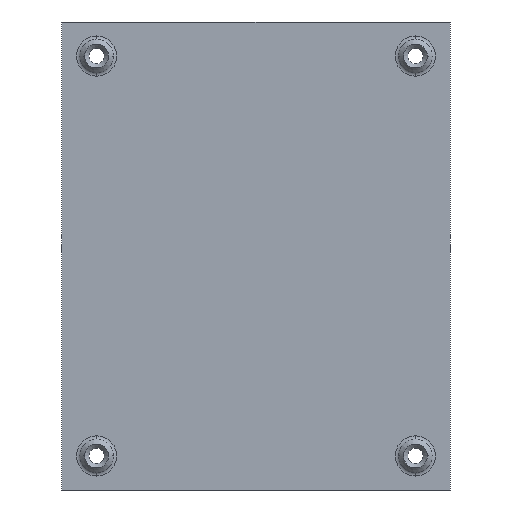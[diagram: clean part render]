
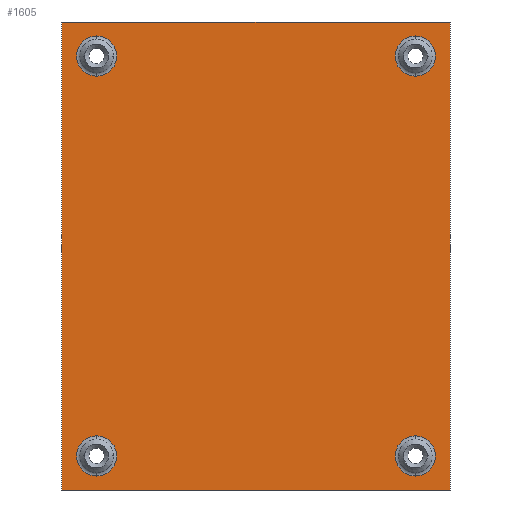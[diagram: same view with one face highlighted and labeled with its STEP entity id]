
A CAD part, front view. The second image highlights one B-rep face of the part: STEP entity #1605.
In plain terms, the highlighted planar face has unit normal (0, -1, 0).
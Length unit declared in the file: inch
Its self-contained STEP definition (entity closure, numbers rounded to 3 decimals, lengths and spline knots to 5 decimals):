
#6 = ORIENTED_EDGE ( 'NONE', *, *, #1355, .F. ) ;
#9 = CARTESIAN_POINT ( 'NONE',  ( 1.1, 0., -1.38 ) ) ;
#21 = CARTESIAN_POINT ( 'NONE',  ( 1.1, 0., 1.38 ) ) ;
#54 = AXIS2_PLACEMENT_3D ( 'NONE', #9, #653, #640 ) ;
#63 = DIRECTION ( 'NONE',  ( 0., 0., -1. ) ) ;
#75 = CARTESIAN_POINT ( 'NONE',  ( -1.1, 0., -1.38 ) ) ;
#100 = EDGE_CURVE ( 'NONE', #732, #1378, #460, .T. ) ;
#102 = VECTOR ( 'NONE', #1265, 39.37008 ) ;
#121 = ORIENTED_EDGE ( 'NONE', *, *, #1218, .F. ) ;
#173 = CARTESIAN_POINT ( 'NONE',  ( 1.34, 0., -1.615 ) ) ;
#179 = CIRCLE ( 'NONE', #54, 0.13852 ) ;
#181 = ORIENTED_EDGE ( 'NONE', *, *, #1365, .F. ) ;
#200 = CARTESIAN_POINT ( 'NONE',  ( 1.34, 0., 1.615 ) ) ;
#269 = EDGE_CURVE ( 'NONE', #1446, #1510, #883, .T. ) ;
#271 = VERTEX_POINT ( 'NONE', #904 ) ;
#283 = CIRCLE ( 'NONE', #550, 0.13852 ) ;
#298 = CARTESIAN_POINT ( 'NONE',  ( 1.1, 0., -1.51852 ) ) ;
#347 = VERTEX_POINT ( 'NONE', #173 ) ;
#407 = DIRECTION ( 'NONE',  ( 0., 0., -1. ) ) ;
#408 = LINE ( 'NONE', #1506, #1047 ) ;
#414 = AXIS2_PLACEMENT_3D ( 'NONE', #1604, #1754, #760 ) ;
#449 = DIRECTION ( 'NONE',  ( 0., 0., -1. ) ) ;
#460 = CIRCLE ( 'NONE', #698, 0.13852 ) ;
#467 = FACE_BOUND ( 'NONE', #1219, .T. ) ;
#485 = VERTEX_POINT ( 'NONE', #1707 ) ;
#493 = EDGE_CURVE ( 'NONE', #1510, #1446, #1014, .T. ) ;
#496 = LINE ( 'NONE', #1118, #102 ) ;
#550 = AXIS2_PLACEMENT_3D ( 'NONE', #728, #916, #867 ) ;
#622 = ORIENTED_EDGE ( 'NONE', *, *, #1025, .F. ) ;
#640 = DIRECTION ( 'NONE',  ( 0., 0., -1. ) ) ;
#647 = CARTESIAN_POINT ( 'NONE',  ( -1.1, 0., 1.51852 ) ) ;
#653 = DIRECTION ( 'NONE',  ( 0., -1., 0. ) ) ;
#674 = ORIENTED_EDGE ( 'NONE', *, *, #740, .F. ) ;
#694 = ORIENTED_EDGE ( 'NONE', *, *, #100, .F. ) ;
#698 = AXIS2_PLACEMENT_3D ( 'NONE', #21, #1341, #999 ) ;
#700 = LINE ( 'NONE', #1557, #1181 ) ;
#713 = DIRECTION ( 'NONE',  ( 0., 0., 1. ) ) ;
#720 = CARTESIAN_POINT ( 'NONE',  ( 1.1, 0., 1.24148 ) ) ;
#728 = CARTESIAN_POINT ( 'NONE',  ( 1.1, 0., 1.38 ) ) ;
#732 = VERTEX_POINT ( 'NONE', #823 ) ;
#739 = AXIS2_PLACEMENT_3D ( 'NONE', #1702, #1268, #407 ) ;
#740 = EDGE_CURVE ( 'NONE', #1728, #1489, #496, .T. ) ;
#743 = DIRECTION ( 'NONE',  ( 0., -1., 0. ) ) ;
#760 = DIRECTION ( 'NONE',  ( 0., 0., -1. ) ) ;
#764 = CARTESIAN_POINT ( 'NONE',  ( 1.34, 0., -1.615 ) ) ;
#767 = CARTESIAN_POINT ( 'NONE',  ( -1.1, 0., -1.51852 ) ) ;
#790 = AXIS2_PLACEMENT_3D ( 'NONE', #1827, #1273, #1443 ) ;
#804 = FACE_OUTER_BOUND ( 'NONE', #1301, .T. ) ;
#823 = CARTESIAN_POINT ( 'NONE',  ( 1.1, 0., 1.51852 ) ) ;
#867 = DIRECTION ( 'NONE',  ( 0., 0., -1. ) ) ;
#883 = CIRCLE ( 'NONE', #790, 0.13852 ) ;
#890 = EDGE_CURVE ( 'NONE', #922, #921, #179, .T. ) ;
#901 = DIRECTION ( 'NONE',  ( 1., 0., 0. ) ) ;
#904 = CARTESIAN_POINT ( 'NONE',  ( -1.1, 0., -1.24148 ) ) ;
#916 = DIRECTION ( 'NONE',  ( 0., -1., 0. ) ) ;
#921 = VERTEX_POINT ( 'NONE', #298 ) ;
#922 = VERTEX_POINT ( 'NONE', #1670 ) ;
#951 = EDGE_LOOP ( 'NONE', ( #1651, #1416 ) ) ;
#955 = CIRCLE ( 'NONE', #1321, 0.13852 ) ;
#956 = DIRECTION ( 'NONE',  ( 0., -1., 0. ) ) ;
#981 = FACE_BOUND ( 'NONE', #1713, .T. ) ;
#999 = DIRECTION ( 'NONE',  ( 0., 0., -1. ) ) ;
#1014 = CIRCLE ( 'NONE', #1286, 0.13852 ) ;
#1019 = ORIENTED_EDGE ( 'NONE', *, *, #890, .F. ) ;
#1025 = EDGE_CURVE ( 'NONE', #271, #1688, #1704, .T. ) ;
#1047 = VECTOR ( 'NONE', #713, 39.37008 ) ;
#1080 = EDGE_LOOP ( 'NONE', ( #1170, #1019 ) ) ;
#1098 = EDGE_CURVE ( 'NONE', #921, #922, #955, .T. ) ;
#1118 = CARTESIAN_POINT ( 'NONE',  ( -1.34, 0., 1.615 ) ) ;
#1155 = LINE ( 'NONE', #764, #1475 ) ;
#1170 = ORIENTED_EDGE ( 'NONE', *, *, #1098, .F. ) ;
#1181 = VECTOR ( 'NONE', #901, 39.37008 ) ;
#1218 = EDGE_CURVE ( 'NONE', #485, #1728, #408, .T. ) ;
#1219 = EDGE_LOOP ( 'NONE', ( #6, #622 ) ) ;
#1228 = AXIS2_PLACEMENT_3D ( 'NONE', #75, #1787, #63 ) ;
#1265 = DIRECTION ( 'NONE',  ( 1., 0., 0. ) ) ;
#1268 = DIRECTION ( 'NONE',  ( 0., -1., 0. ) ) ;
#1273 = DIRECTION ( 'NONE',  ( 0., -1., 0. ) ) ;
#1281 = CARTESIAN_POINT ( 'NONE',  ( -1.1, 0., 1.38 ) ) ;
#1286 = AXIS2_PLACEMENT_3D ( 'NONE', #1281, #743, #449 ) ;
#1301 = EDGE_LOOP ( 'NONE', ( #674, #121, #1437, #1328 ) ) ;
#1319 = EDGE_CURVE ( 'NONE', #485, #347, #700, .T. ) ;
#1321 = AXIS2_PLACEMENT_3D ( 'NONE', #1548, #956, #1829 ) ;
#1323 = PLANE ( 'NONE',  #739 ) ;
#1328 = ORIENTED_EDGE ( 'NONE', *, *, #1337, .T. ) ;
#1337 = EDGE_CURVE ( 'NONE', #347, #1489, #1155, .T. ) ;
#1338 = CIRCLE ( 'NONE', #414, 0.13852 ) ;
#1341 = DIRECTION ( 'NONE',  ( 0., -1., 0. ) ) ;
#1355 = EDGE_CURVE ( 'NONE', #1688, #271, #1338, .T. ) ;
#1365 = EDGE_CURVE ( 'NONE', #1378, #732, #283, .T. ) ;
#1378 = VERTEX_POINT ( 'NONE', #720 ) ;
#1416 = ORIENTED_EDGE ( 'NONE', *, *, #493, .F. ) ;
#1437 = ORIENTED_EDGE ( 'NONE', *, *, #1319, .T. ) ;
#1443 = DIRECTION ( 'NONE',  ( 0., 0., -1. ) ) ;
#1446 = VERTEX_POINT ( 'NONE', #1800 ) ;
#1467 = DIRECTION ( 'NONE',  ( 0., 0., 1. ) ) ;
#1475 = VECTOR ( 'NONE', #1467, 39.37008 ) ;
#1489 = VERTEX_POINT ( 'NONE', #200 ) ;
#1498 = FACE_BOUND ( 'NONE', #1080, .T. ) ;
#1506 = CARTESIAN_POINT ( 'NONE',  ( -1.34, 0., -1.615 ) ) ;
#1510 = VERTEX_POINT ( 'NONE', #647 ) ;
#1548 = CARTESIAN_POINT ( 'NONE',  ( 1.1, 0., -1.38 ) ) ;
#1557 = CARTESIAN_POINT ( 'NONE',  ( -1.34, 0., -1.615 ) ) ;
#1597 = CARTESIAN_POINT ( 'NONE',  ( -1.34, 0., 1.615 ) ) ;
#1604 = CARTESIAN_POINT ( 'NONE',  ( -1.1, 0., -1.38 ) ) ;
#1605 = ADVANCED_FACE ( 'NONE', ( #1642, #981, #467, #1498, #804 ), #1323, .T. ) ;
#1642 = FACE_BOUND ( 'NONE', #951, .T. ) ;
#1651 = ORIENTED_EDGE ( 'NONE', *, *, #269, .F. ) ;
#1670 = CARTESIAN_POINT ( 'NONE',  ( 1.1, 0., -1.24148 ) ) ;
#1688 = VERTEX_POINT ( 'NONE', #767 ) ;
#1702 = CARTESIAN_POINT ( 'NONE',  ( -1.34, 0., -1.615 ) ) ;
#1704 = CIRCLE ( 'NONE', #1228, 0.13852 ) ;
#1707 = CARTESIAN_POINT ( 'NONE',  ( -1.34, 0., -1.615 ) ) ;
#1713 = EDGE_LOOP ( 'NONE', ( #181, #694 ) ) ;
#1728 = VERTEX_POINT ( 'NONE', #1597 ) ;
#1754 = DIRECTION ( 'NONE',  ( 0., -1., 0. ) ) ;
#1787 = DIRECTION ( 'NONE',  ( 0., -1., 0. ) ) ;
#1800 = CARTESIAN_POINT ( 'NONE',  ( -1.1, 0., 1.24148 ) ) ;
#1827 = CARTESIAN_POINT ( 'NONE',  ( -1.1, 0., 1.38 ) ) ;
#1829 = DIRECTION ( 'NONE',  ( 0., 0., -1. ) ) ;
